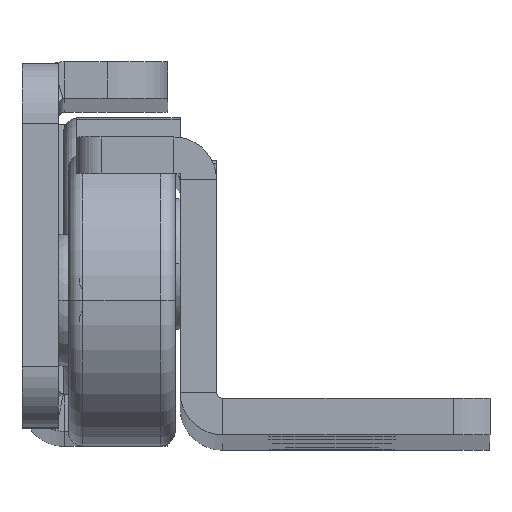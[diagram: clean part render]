
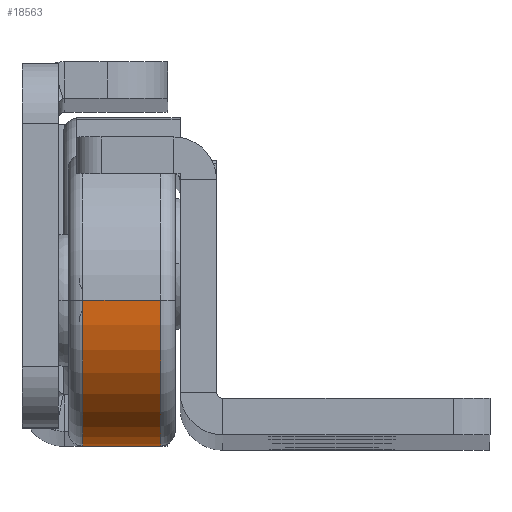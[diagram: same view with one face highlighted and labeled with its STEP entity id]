
A CAD part, top view. The second image highlights one B-rep face of the part: STEP entity #18563.
In plain terms, the highlighted cylindrical face has radius 12 mm (diameter 24 mm), a partial arc.
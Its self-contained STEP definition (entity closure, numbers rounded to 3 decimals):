
#81 = DIRECTION ( 'NONE',  ( -1., 0., 0. ) ) ;
#238 = CARTESIAN_POINT ( 'NONE',  ( 1.2, 0., -12. ) ) ;
#270 = DIRECTION ( 'NONE',  ( 0., 0., 1. ) ) ;
#1199 = VERTEX_POINT ( 'NONE', #7029 ) ;
#2253 = DIRECTION ( 'NONE',  ( -1., 0., 0. ) ) ;
#2274 = DIRECTION ( 'NONE',  ( -1., 0., 0. ) ) ;
#2338 = EDGE_LOOP ( 'NONE', ( #14013, #14192, #18365, #8288 ) ) ;
#2611 = AXIS2_PLACEMENT_3D ( 'NONE', #4706, #81, #270 ) ;
#3372 = CARTESIAN_POINT ( 'NONE',  ( 0., 0., 12. ) ) ;
#3742 = DIRECTION ( 'NONE',  ( 0., 0., 1. ) ) ;
#4576 = CARTESIAN_POINT ( 'NONE',  ( 0., 0., 0. ) ) ;
#4706 = CARTESIAN_POINT ( 'NONE',  ( 1.2, 0., 0. ) ) ;
#5204 = CARTESIAN_POINT ( 'NONE',  ( 7.6, 0., 0. ) ) ;
#6116 = DIRECTION ( 'NONE',  ( -1., 0., 0. ) ) ;
#7029 = CARTESIAN_POINT ( 'NONE',  ( 7.6, 0., 12. ) ) ;
#8288 = ORIENTED_EDGE ( 'NONE', *, *, #13690, .F. ) ;
#8986 = AXIS2_PLACEMENT_3D ( 'NONE', #4576, #10828, #13574 ) ;
#9825 = AXIS2_PLACEMENT_3D ( 'NONE', #5204, #2274, #3742 ) ;
#10645 = FACE_OUTER_BOUND ( 'NONE', #2338, .T. ) ;
#10828 = DIRECTION ( 'NONE',  ( -1., 0., 0. ) ) ;
#11558 = VERTEX_POINT ( 'NONE', #18544 ) ;
#12454 = VERTEX_POINT ( 'NONE', #238 ) ;
#12466 = LINE ( 'NONE', #3372, #15569 ) ;
#12982 = EDGE_CURVE ( 'NONE', #15220, #12454, #14578, .T. ) ;
#13102 = CARTESIAN_POINT ( 'NONE',  ( 0., 0., -12. ) ) ;
#13351 = VECTOR ( 'NONE', #2253, 1000. ) ;
#13409 = CARTESIAN_POINT ( 'NONE',  ( 7.6, 0., -12. ) ) ;
#13574 = DIRECTION ( 'NONE',  ( 0., 0., 1. ) ) ;
#13690 = EDGE_CURVE ( 'NONE', #1199, #11558, #12466, .T. ) ;
#14013 = ORIENTED_EDGE ( 'NONE', *, *, #17068, .T. ) ;
#14192 = ORIENTED_EDGE ( 'NONE', *, *, #12982, .T. ) ;
#14578 = LINE ( 'NONE', #13102, #13351 ) ;
#15220 = VERTEX_POINT ( 'NONE', #13409 ) ;
#15241 = CYLINDRICAL_SURFACE ( 'NONE', #8986, 12. ) ;
#15412 = CIRCLE ( 'NONE', #2611, 12. ) ;
#15429 = EDGE_CURVE ( 'NONE', #11558, #12454, #15412, .T. ) ;
#15454 = CIRCLE ( 'NONE', #9825, 12. ) ;
#15569 = VECTOR ( 'NONE', #6116, 1000. ) ;
#17068 = EDGE_CURVE ( 'NONE', #1199, #15220, #15454, .T. ) ;
#18365 = ORIENTED_EDGE ( 'NONE', *, *, #15429, .F. ) ;
#18544 = CARTESIAN_POINT ( 'NONE',  ( 1.2, 0., 12. ) ) ;
#18563 = ADVANCED_FACE ( 'NONE', ( #10645 ), #15241, .T. ) ;
